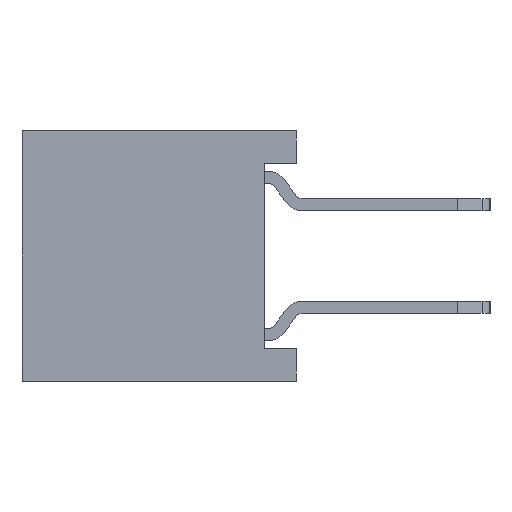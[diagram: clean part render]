
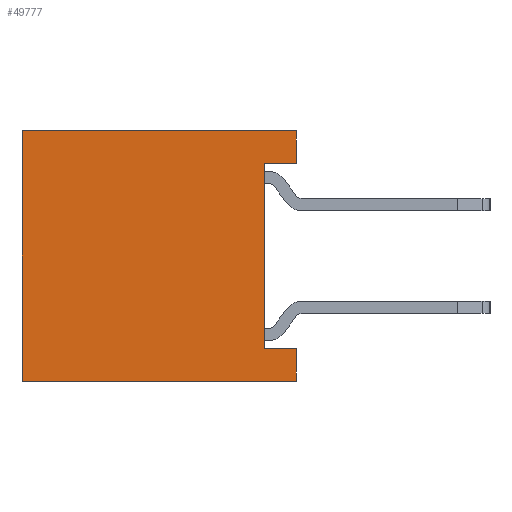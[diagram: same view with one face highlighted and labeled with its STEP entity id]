
A CAD part, left-side view. The second image highlights one B-rep face of the part: STEP entity #49777.
In plain terms, the highlighted planar face has unit normal (-1, 0, 0).
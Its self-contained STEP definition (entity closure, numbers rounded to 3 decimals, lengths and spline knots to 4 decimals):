
#1840=PLANE('',#53866);
#4178=FACE_OUTER_BOUND('',#6612,.T.);
#6612=EDGE_LOOP('',(#43256,#43257,#43258,#43259,#43260,#43261,#43262,#43263));
#7310=LINE('',#68562,#12470);
#11571=LINE('',#81106,#16731);
#11572=LINE('',#81108,#16732);
#11573=LINE('',#81110,#16733);
#11574=LINE('',#81112,#16734);
#11575=LINE('',#81114,#16735);
#11576=LINE('',#81116,#16736);
#11577=LINE('',#81117,#16737);
#12470=VECTOR('',#55148,1.);
#16731=VECTOR('',#66367,1.);
#16732=VECTOR('',#66370,1.);
#16733=VECTOR('',#66371,1.);
#16734=VECTOR('',#66372,1.);
#16735=VECTOR('',#66373,1.);
#16736=VECTOR('',#66374,1.);
#16737=VECTOR('',#66375,1.);
#19101=VERTEX_POINT('',#68556);
#19103=VERTEX_POINT('',#68560);
#23112=VERTEX_POINT('',#81099);
#23115=VERTEX_POINT('',#81104);
#23116=VERTEX_POINT('',#81109);
#23117=VERTEX_POINT('',#81111);
#23118=VERTEX_POINT('',#81113);
#23119=VERTEX_POINT('',#81115);
#23948=EDGE_CURVE('',#19101,#19103,#7310,.T.);
#29947=EDGE_CURVE('',#23115,#23112,#11571,.T.);
#29948=EDGE_CURVE('',#23115,#19101,#11572,.T.);
#29949=EDGE_CURVE('',#19103,#23116,#11573,.T.);
#29950=EDGE_CURVE('',#23117,#23116,#11574,.T.);
#29951=EDGE_CURVE('',#23117,#23118,#11575,.T.);
#29952=EDGE_CURVE('',#23118,#23119,#11576,.T.);
#29953=EDGE_CURVE('',#23119,#23112,#11577,.T.);
#43256=ORIENTED_EDGE('',*,*,#29948,.T.);
#43257=ORIENTED_EDGE('',*,*,#23948,.T.);
#43258=ORIENTED_EDGE('',*,*,#29949,.T.);
#43259=ORIENTED_EDGE('',*,*,#29950,.F.);
#43260=ORIENTED_EDGE('',*,*,#29951,.T.);
#43261=ORIENTED_EDGE('',*,*,#29952,.T.);
#43262=ORIENTED_EDGE('',*,*,#29953,.T.);
#43263=ORIENTED_EDGE('',*,*,#29947,.F.);
#49777=ADVANCED_FACE('',(#4178),#1840,.F.);
#53866=AXIS2_PLACEMENT_3D('',#81107,#66368,#66369);
#55148=DIRECTION('',(0.,0.,1.));
#66367=DIRECTION('',(0.,0.,-1.));
#66368=DIRECTION('center_axis',(1.,0.,0.));
#66369=DIRECTION('ref_axis',(0.,0.,-1.));
#66370=DIRECTION('',(0.,1.,0.));
#66371=DIRECTION('',(0.,-1.,0.));
#66372=DIRECTION('',(0.,0.,-1.));
#66373=DIRECTION('',(0.,1.,0.));
#66374=DIRECTION('',(0.,0.,-1.));
#66375=DIRECTION('',(0.,-1.,0.));
#68556=CARTESIAN_POINT('',(-22.841,4.4451,-1.15));
#68560=CARTESIAN_POINT('',(-22.841,4.4451,1.15));
#68562=CARTESIAN_POINT('',(-22.841,4.4451,-1.15));
#81099=CARTESIAN_POINT('',(-22.841,4.0451,-1.55));
#81104=CARTESIAN_POINT('',(-22.841,4.0451,-1.15));
#81106=CARTESIAN_POINT('',(-22.841,4.0451,-1.15));
#81107=CARTESIAN_POINT('Origin',(-22.841,7.4451,1.55));
#81108=CARTESIAN_POINT('',(-22.841,4.0451,-1.15));
#81109=CARTESIAN_POINT('',(-22.841,4.0451,1.15));
#81110=CARTESIAN_POINT('',(-22.841,4.4451,1.15));
#81111=CARTESIAN_POINT('',(-22.841,4.0451,1.55));
#81112=CARTESIAN_POINT('',(-22.841,4.0451,1.55));
#81113=CARTESIAN_POINT('',(-22.841,7.4451,1.55));
#81114=CARTESIAN_POINT('',(-22.841,4.0451,1.55));
#81115=CARTESIAN_POINT('',(-22.841,7.4451,-1.55));
#81116=CARTESIAN_POINT('',(-22.841,7.4451,1.55));
#81117=CARTESIAN_POINT('',(-22.841,7.4451,-1.55));
